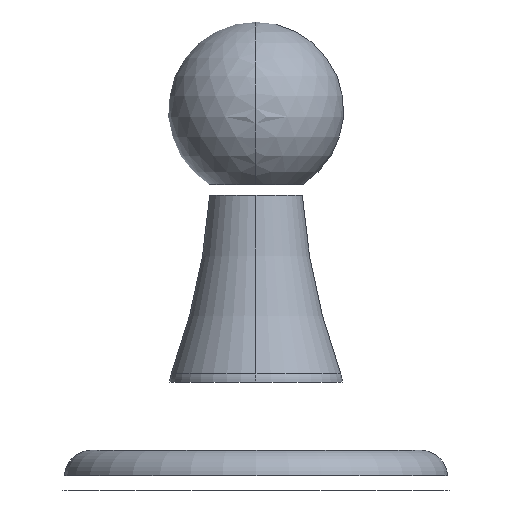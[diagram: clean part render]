
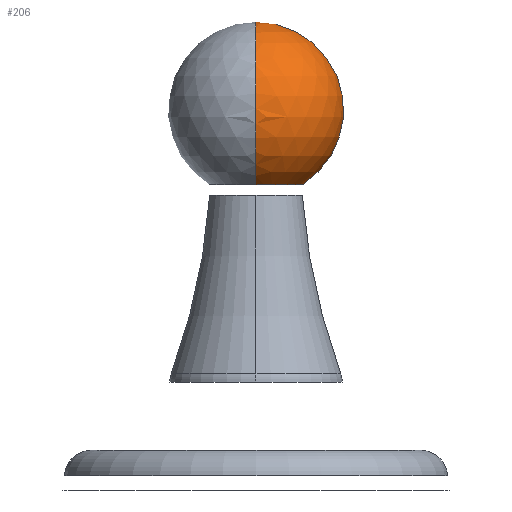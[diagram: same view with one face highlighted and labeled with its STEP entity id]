
A CAD part, left-side view. The second image highlights one B-rep face of the part: STEP entity #206.
In plain terms, the highlighted spherical face has radius 14.857 mm.
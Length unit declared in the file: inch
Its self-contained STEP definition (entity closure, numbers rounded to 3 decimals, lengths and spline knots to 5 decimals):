
#7=CARTESIAN_POINT('',(0.,0.,1.427));
#8=DIRECTION('',(0.,0.,-1.));
#9=DIRECTION('',(1.,0.,0.));
#10=AXIS2_PLACEMENT_3D('',#7,#8,#9);
#12=CARTESIAN_POINT('',(0.49098,0.,2.2425));
#13=CARTESIAN_POINT('',(0.49098,-0.01673,2.2425));
#14=CARTESIAN_POINT('',(0.49098,-0.04918,2.23992));
#15=CARTESIAN_POINT('',(0.49099,-0.09661,2.22872));
#16=CARTESIAN_POINT('',(0.49101,-0.14081,2.21087));
#17=CARTESIAN_POINT('',(0.49103,-0.18147,2.18695));
#18=CARTESIAN_POINT('',(0.49106,-0.21845,2.15706));
#19=CARTESIAN_POINT('',(0.49107,-0.25148,2.12096));
#20=CARTESIAN_POINT('',(0.49117,-0.27947,2.07848));
#21=CARTESIAN_POINT('',(0.49105,-0.29358,2.04728));
#22=CARTESIAN_POINT('',(0.49105,-0.29944,2.03071));
#24=CARTESIAN_POINT('',(0.49098,0.,1.92458));
#25=DIRECTION('',(-1.,0.,0.));
#26=DIRECTION('',(0.,0.,-1.));
#27=AXIS2_PLACEMENT_3D('',#24,#25,#26);
#44=CARTESIAN_POINT('',(0.,0.,1.92458));
#45=DIRECTION('',(0.,-1.,0.));
#46=DIRECTION('',(0.526,0.,-0.851));
#47=AXIS2_PLACEMENT_3D('',#44,#45,#46);
#72=CARTESIAN_POINT('',(0.,0.,1.92458));
#73=DIRECTION('',(0.,-1.,0.));
#74=DIRECTION('',(0.839,0.,0.544));
#75=AXIS2_PLACEMENT_3D('',#72,#73,#74);
#77=CARTESIAN_POINT('',(0.,0.,1.92458));
#78=DIRECTION('',(0.,1.,0.));
#79=DIRECTION('',(-0.526,0.,-0.851));
#80=AXIS2_PLACEMENT_3D('',#77,#78,#79);
#145=CARTESIAN_POINT('',(-0.3075,0.,1.427));
#146=CARTESIAN_POINT('',(0.,0.,2.5095));
#147=VERTEX_POINT('',#145);
#148=VERTEX_POINT('',#146);
#153=CARTESIAN_POINT('',(0.3075,0.,1.427));
#154=VERTEX_POINT('',#153);
#155=CARTESIAN_POINT('',(0.49098,0.,1.60665));
#156=VERTEX_POINT('',#155);
#157=CARTESIAN_POINT('',(0.49098,0.,2.2425));
#158=VERTEX_POINT('',#157);
#167=VERTEX_POINT('',#22);
#187=CARTESIAN_POINT('',(0.,0.,1.92458));
#188=DIRECTION('',(0.,0.,-1.));
#189=DIRECTION('',(-1.,0.,0.));
#190=AXIS2_PLACEMENT_3D('',#187,#188,#189);
#191=SPHERICAL_SURFACE('',#190,0.58492);
#193=ORIENTED_EDGE('',*,*,#192,.F.);
#195=ORIENTED_EDGE('',*,*,#194,.T.);
#197=ORIENTED_EDGE('',*,*,#196,.T.);
#199=ORIENTED_EDGE('',*,*,#198,.F.);
#201=ORIENTED_EDGE('',*,*,#200,.T.);
#203=ORIENTED_EDGE('',*,*,#202,.F.);
#204=EDGE_LOOP('',(#193,#195,#197,#199,#201,#203));
#205=FACE_OUTER_BOUND('',#204,.F.);
#206=ADVANCED_FACE('',(#205),#191,.T.);
#11=CIRCLE('',#10,0.3075);
#23=B_SPLINE_CURVE_WITH_KNOTS('',3,(#12,#13,#14,#15,#16,#17,#18,#19,#20,#21,
#22),.UNSPECIFIED.,.F.,.F.,(4,1,1,1,1,1,1,1,4),(0.,0.125,0.25,0.375,
0.5,0.625,0.75,0.875,1.),.UNSPECIFIED.);
#28=CIRCLE('',#27,0.31792);
#48=CIRCLE('',#47,0.58492);
#76=CIRCLE('',#75,0.58492);
#81=CIRCLE('',#80,0.58492);
#192=EDGE_CURVE('',#154,#156,#48,.T.);
#194=EDGE_CURVE('',#154,#147,#11,.T.);
#196=EDGE_CURVE('',#147,#148,#81,.T.);
#198=EDGE_CURVE('',#158,#148,#76,.T.);
#200=EDGE_CURVE('',#158,#167,#23,.T.);
#202=EDGE_CURVE('',#156,#167,#28,.T.);
